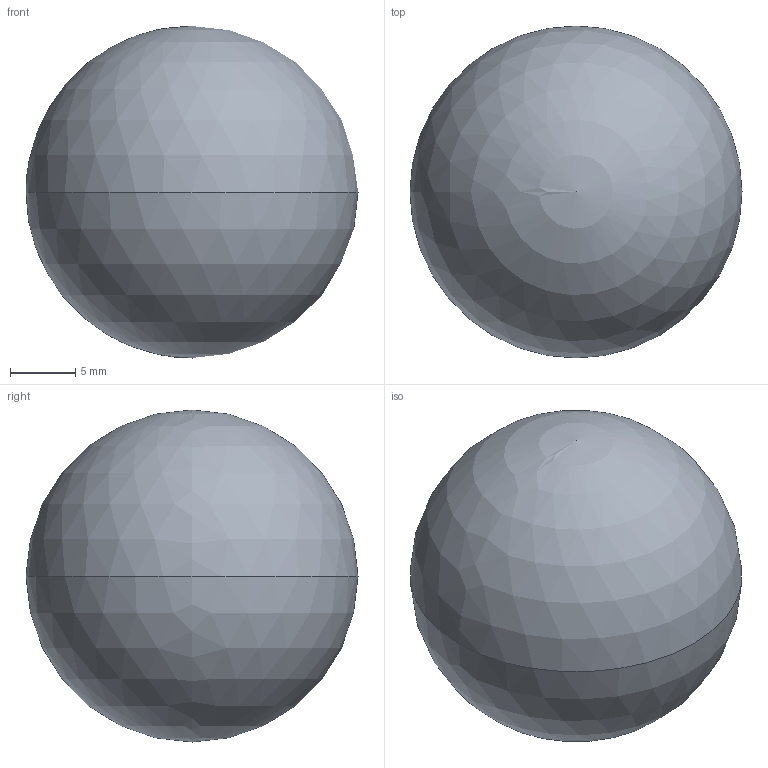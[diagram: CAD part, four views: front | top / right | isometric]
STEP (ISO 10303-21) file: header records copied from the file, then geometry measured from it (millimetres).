
FILE_DESCRIPTION (( 'STEP AP214' ), '1' );
FILE_NAME ('S1000H.step', '2012-04-20T21:06:43', ( '' ), ( '' ), 'SwSTEP 2.0', 'SolidWorks 2012', '' );
FILE_SCHEMA (( 'AUTOMOTIVE_DESIGN' ));
Length unit declared in the file: inch
Products named in the file (1): S1000H
Bounding box: 25.4 x 25.4 x 25.4 mm (x, y, z)
Volume: 8580.2 mm3; surface area: 2026.8 mm2
Topology: 1 solids, 1 shells, 2 faces, 7 edges, 5 vertices
Faces by surface type: sphere 2
Entity records: 110 total; most frequent: DIRECTION 10, CARTESIAN_POINT 7, AXIS2_PLACEMENT_3D 5, LENGTH_MEASURE_WITH_UNIT 5, UNCERTAINTY_MEASURE_WITH_UNIT 5, DIMENSIONAL_EXPONENTS 5, ORIENTED_EDGE 4, FILL_AREA_STYLE 4
